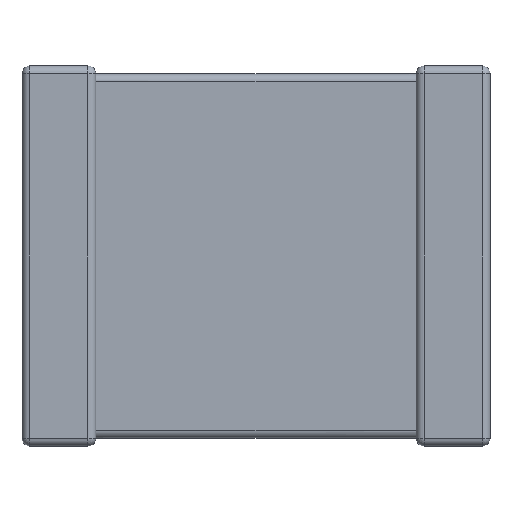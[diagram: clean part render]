
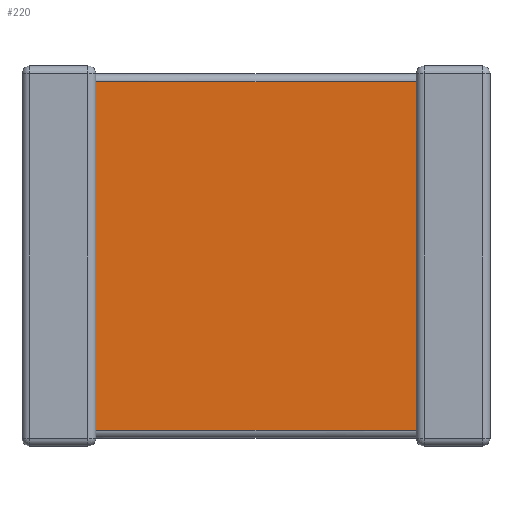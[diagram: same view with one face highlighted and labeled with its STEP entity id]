
A CAD part, front view. The second image highlights one B-rep face of the part: STEP entity #220.
In plain terms, the highlighted planar face has unit normal (0, -1, 0).
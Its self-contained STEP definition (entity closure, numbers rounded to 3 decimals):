
#118 = CARTESIAN_POINT ( 'NONE',  ( 1.05, 0.112, -5.4 ) ) ;
#197 = LINE ( 'NONE', #1927, #2658 ) ;
#207 = VECTOR ( 'NONE', #1900, 1000. ) ;
#213 = LINE ( 'NONE', #4185, #3176 ) ;
#220 = ADVANCED_FACE ( 'NONE', ( #1167 ), #1242, .T. ) ;
#328 = CARTESIAN_POINT ( 'NONE',  ( 1.05, 0.112, -0.225 ) ) ;
#457 = ORIENTED_EDGE ( 'NONE', *, *, #3568, .T. ) ;
#571 = VERTEX_POINT ( 'NONE', #3836 ) ;
#618 = ORIENTED_EDGE ( 'NONE', *, *, #4029, .F. ) ;
#796 = VERTEX_POINT ( 'NONE', #1939 ) ;
#1141 = CARTESIAN_POINT ( 'NONE',  ( 5.6, 0.112, -0.225 ) ) ;
#1167 = FACE_OUTER_BOUND ( 'NONE', #2139, .T. ) ;
#1176 = LINE ( 'NONE', #2566, #207 ) ;
#1199 = VERTEX_POINT ( 'NONE', #1141 ) ;
#1242 = PLANE ( 'NONE',  #3316 ) ;
#1393 = VERTEX_POINT ( 'NONE', #1701 ) ;
#1701 = CARTESIAN_POINT ( 'NONE',  ( 1.05, 0.112, -0.225 ) ) ;
#1900 = DIRECTION ( 'NONE',  ( 0., 0., 1. ) ) ;
#1925 = DIRECTION ( 'NONE',  ( 0., -1., 0. ) ) ;
#1927 = CARTESIAN_POINT ( 'NONE',  ( 1.05, 0.112, -5.4 ) ) ;
#1939 = CARTESIAN_POINT ( 'NONE',  ( 5.6, 0.112, -5.175 ) ) ;
#2139 = EDGE_LOOP ( 'NONE', ( #618, #2685, #457, #4042 ) ) ;
#2277 = VECTOR ( 'NONE', #3472, 1000. ) ;
#2566 = CARTESIAN_POINT ( 'NONE',  ( 5.6, 0.112, -5.4 ) ) ;
#2658 = VECTOR ( 'NONE', #2998, 1000. ) ;
#2685 = ORIENTED_EDGE ( 'NONE', *, *, #4414, .T. ) ;
#2772 = LINE ( 'NONE', #328, #2277 ) ;
#2998 = DIRECTION ( 'NONE',  ( 0., 0., 1. ) ) ;
#3176 = VECTOR ( 'NONE', #3813, 1000. ) ;
#3316 = AXIS2_PLACEMENT_3D ( 'NONE', #118, #1925, #3993 ) ;
#3472 = DIRECTION ( 'NONE',  ( -1., 0., 0. ) ) ;
#3568 = EDGE_CURVE ( 'NONE', #796, #1199, #1176, .T. ) ;
#3813 = DIRECTION ( 'NONE',  ( 1., 0., 0. ) ) ;
#3836 = CARTESIAN_POINT ( 'NONE',  ( 1.05, 0.112, -5.175 ) ) ;
#3993 = DIRECTION ( 'NONE',  ( 0., 0., -1. ) ) ;
#4029 = EDGE_CURVE ( 'NONE', #571, #1393, #197, .T. ) ;
#4042 = ORIENTED_EDGE ( 'NONE', *, *, #4179, .T. ) ;
#4179 = EDGE_CURVE ( 'NONE', #1199, #1393, #2772, .T. ) ;
#4185 = CARTESIAN_POINT ( 'NONE',  ( 5.6, 0.112, -5.175 ) ) ;
#4414 = EDGE_CURVE ( 'NONE', #571, #796, #213, .T. ) ;
